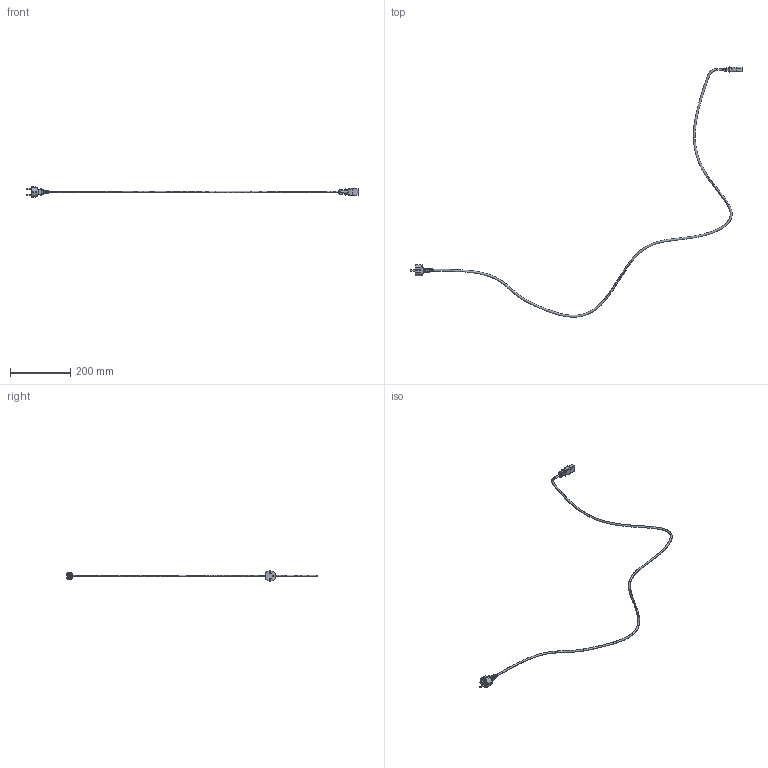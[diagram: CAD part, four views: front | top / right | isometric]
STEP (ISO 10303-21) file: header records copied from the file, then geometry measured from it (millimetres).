
FILE_DESCRIPTION(/* description */ (''),/* implementation_level */ '2;1');
FILE_NAME(/* name */ '220 AC power cable.stp',/* time_stamp */ '2020-08-22T12:31:30-04:00',/* author */ ('ignac'),/* organization */ (''),/* preprocessor_version */ 'ST-DEVELOPER v18',/* originating_system */ 'Autodesk Inventor 2020',/* authorisation */ '');
FILE_SCHEMA (('AUTOMOTIVE_DESIGN { 1 0 10303 214 3 1 1 }'));
Length unit declared in the file: millimetre
Products named in the file (1): Power 220 AC Cable
Bounding box: 1101.93 x 830.93 x 36 mm (x, y, z)
Volume: 98533.2 mm3; surface area: 47727.2 mm2
Topology: 3 solids, 3 shells, 199 faces, 557 edges, 372 vertices
Faces by surface type: plane 136, cylinder 43, bspline 20
Full cylindrical faces by diameter (mm): 4.7 x3, 6 x1, 6.35 x1
Entity records: 10364 total; most frequent: CARTESIAN_POINT 5222, ORIENTED_EDGE 1114, DIRECTION 990, EDGE_CURVE 557, VERTEX_POINT 372, LINE 366, VECTOR 366, AXIS2_PLACEMENT_3D 312
